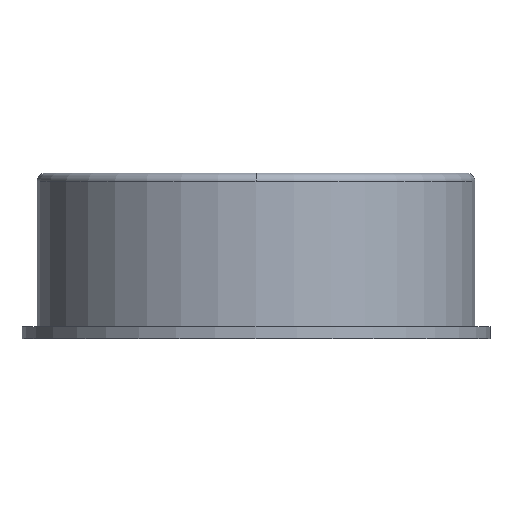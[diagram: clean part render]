
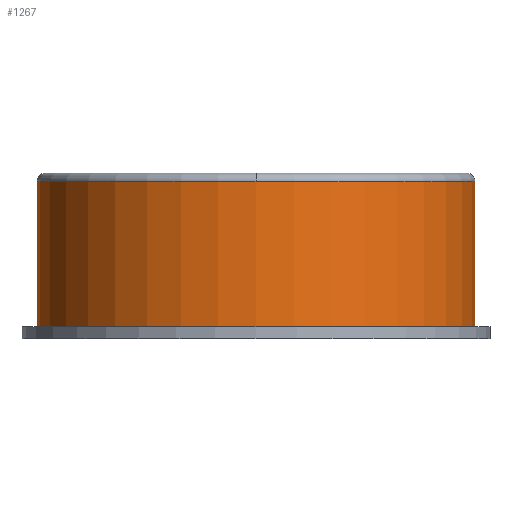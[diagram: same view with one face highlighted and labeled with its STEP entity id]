
A CAD part, front view. The second image highlights one B-rep face of the part: STEP entity #1267.
In plain terms, the highlighted cylindrical face has radius 7.25 mm (diameter 14.5 mm), a partial arc.
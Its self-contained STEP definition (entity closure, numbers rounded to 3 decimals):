
#450=CARTESIAN_POINT('',(0.,-47.4,-23.589));
#451=DIRECTION('',(0.,0.,-1.));
#452=DIRECTION('',(1.,0.,0.));
#453=AXIS2_PLACEMENT_3D('',#450,#451,#452);
#458=CARTESIAN_POINT('',(0.,-47.4,-28.4));
#459=DIRECTION('',(0.,0.,-1.));
#460=DIRECTION('',(1.,0.,0.));
#461=AXIS2_PLACEMENT_3D('',#458,#459,#460);
#466=CARTESIAN_POINT('',(0.,-47.4,-23.589));
#467=DIRECTION('',(0.,0.,-1.));
#468=DIRECTION('',(0.,-1.,0.));
#469=AXIS2_PLACEMENT_3D('',#466,#467,#468);
#506=DIRECTION('',(0.,0.,-1.));
#507=VECTOR('',#506,4.811);
#508=CARTESIAN_POINT('',(-7.25,-47.4,-23.589));
#509=LINE('',#508,#507);
#521=DIRECTION('',(0.,0.,1.));
#522=VECTOR('',#521,4.811);
#523=CARTESIAN_POINT('',(7.25,-47.4,-28.4));
#524=LINE('',#523,#522);
#672=CARTESIAN_POINT('',(7.25,-47.4,-28.4));
#673=CARTESIAN_POINT('',(-7.25,-47.4,-28.4));
#674=VERTEX_POINT('',#672);
#675=VERTEX_POINT('',#673);
#732=CARTESIAN_POINT('',(7.25,-47.4,-23.589));
#733=CARTESIAN_POINT('',(0.,-54.65,-23.589));
#734=VERTEX_POINT('',#732);
#735=VERTEX_POINT('',#733);
#738=CARTESIAN_POINT('',(-7.25,-47.4,-23.589));
#739=VERTEX_POINT('',#738);
#1251=CARTESIAN_POINT('',(0.,-47.4,-24.4));
#1252=DIRECTION('',(0.,0.,-1.));
#1253=DIRECTION('',(1.,0.,0.));
#1254=AXIS2_PLACEMENT_3D('',#1251,#1252,#1253);
#1255=CYLINDRICAL_SURFACE('',#1254,7.25);
#1257=ORIENTED_EDGE('',*,*,#1256,.F.);
#1259=ORIENTED_EDGE('',*,*,#1258,.F.);
#1260=ORIENTED_EDGE('',*,*,#1232,.T.);
#1262=ORIENTED_EDGE('',*,*,#1261,.F.);
#1264=ORIENTED_EDGE('',*,*,#1263,.F.);
#1265=EDGE_LOOP('',(#1257,#1259,#1260,#1262,#1264));
#1266=FACE_OUTER_BOUND('',#1265,.F.);
#1267=ADVANCED_FACE('',(#1266),#1255,.T.);
#454=CIRCLE('',#453,7.25);
#462=CIRCLE('',#461,7.25);
#470=CIRCLE('',#469,7.25);
#1232=EDGE_CURVE('',#674,#675,#462,.T.);
#1256=EDGE_CURVE('',#734,#735,#454,.T.);
#1258=EDGE_CURVE('',#674,#734,#524,.T.);
#1261=EDGE_CURVE('',#739,#675,#509,.T.);
#1263=EDGE_CURVE('',#735,#739,#470,.T.);
